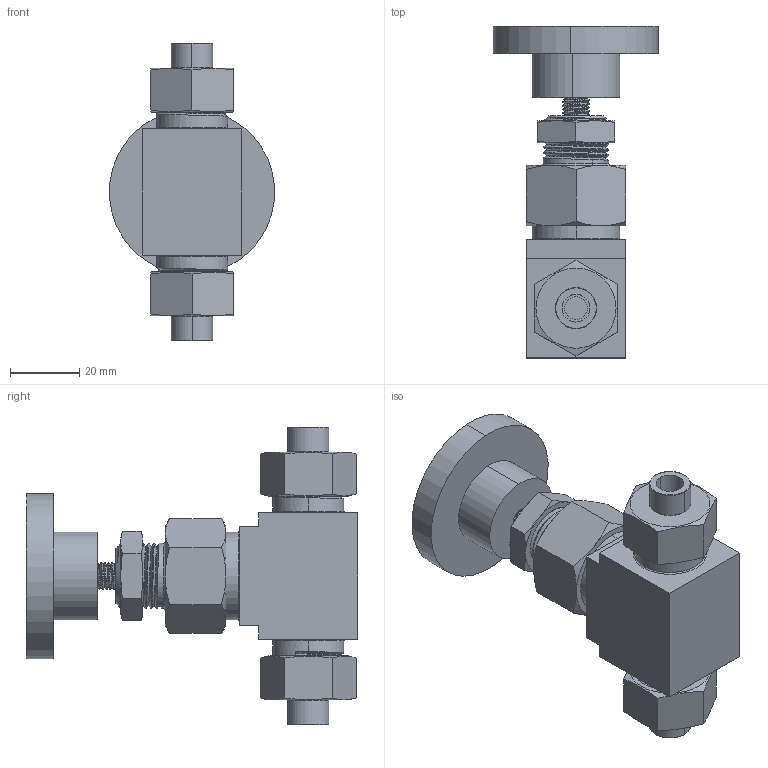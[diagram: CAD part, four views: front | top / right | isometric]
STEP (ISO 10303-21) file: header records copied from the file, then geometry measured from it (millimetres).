
FILE_DESCRIPTION (( 'STEP AP214' ), '1' );
FILE_NAME ('8-08SGU-05.STEP', '2018-01-30T15:13:19', ( '' ), ( '' ), 'SwSTEP 2.0', 'SolidWorks 2018', '' );
FILE_SCHEMA (( 'AUTOMOTIVE_DESIGN' ));
Length unit declared in the file: inch
Products named in the file (1): 8-08SGU-05
Bounding box: 47.64 x 95.69 x 85.85 mm (x, y, z)
Volume: 90458.8 mm3; surface area: 21192.8 mm2
Topology: 1 solids, 1 shells, 169 faces, 399 edges, 251 vertices
Faces by surface type: plane 56, cylinder 43, cone 37, torus 18, bspline 15
Entity records: 14481 total; most frequent: CARTESIAN_POINT 9623, ORIENTED_EDGE 798, DIRECTION 670, EDGE_CURVE 399, AXIS2_PLACEMENT_3D 282, VERTEX_POINT 251, EDGE_LOOP 188, FACE_OUTER_BOUND 169
